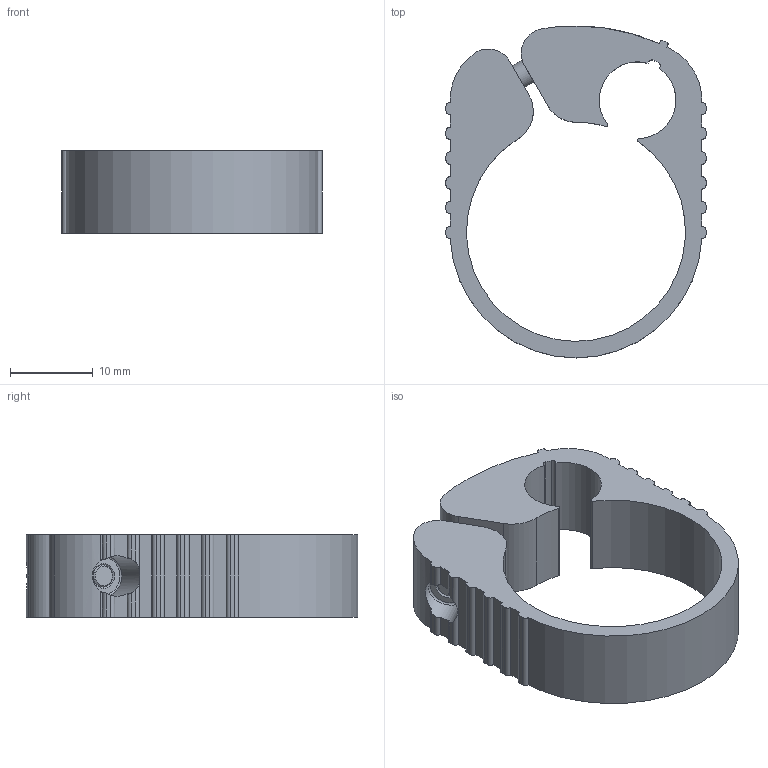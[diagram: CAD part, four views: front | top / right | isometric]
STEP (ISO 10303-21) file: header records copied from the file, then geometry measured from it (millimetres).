
FILE_DESCRIPTION(/* description */ ('STEP AP214'),/* implementation_level */ '2;1');
FILE_NAME(/* name */ '19277_SMBR-25',/* time_stamp */ '2024-09-14T10:26:29+02:00',/* author */ ('License CC BY-ND 4.0'),/* organization */ ('CADENAS'),/* preprocessor_version */ 'ST-DEVELOPER v19.3',/* originating_system */ 'PARTsolutions',/* authorisation */ ' ');
FILE_SCHEMA (('AUTOMOTIVE_DESIGN {1 0 10303 214 3 1 1}'));
Length unit declared in the file: millimetre
Products named in the file (1): 19277 SMBR-25
Bounding box: 31.5 x 40.2 x 10 mm (x, y, z)
Volume: 4121.9 mm3; surface area: 3652.9 mm2
Topology: 1 solids, 1 shells, 106 faces, 300 edges, 199 vertices
Faces by surface type: cylinder 54, plane 46, cone 4, torus 2
Full cylindrical faces by diameter (mm): 3 x1, 3.1 x2, 4.9 x1, 6.2 x1
Entity records: 3457 total; most frequent: CARTESIAN_POINT 659, DIRECTION 602, ORIENTED_EDGE 568, EDGE_CURVE 284, AXIS2_PLACEMENT_3D 226, VERTEX_POINT 194, LINE 150, VECTOR 150
